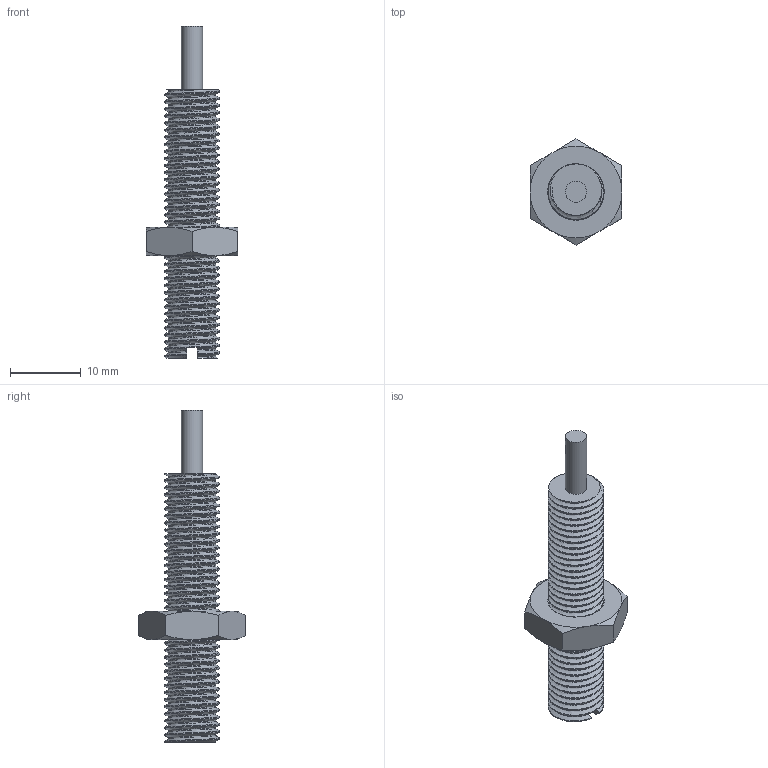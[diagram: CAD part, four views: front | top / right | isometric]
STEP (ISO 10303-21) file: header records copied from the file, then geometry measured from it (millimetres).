
FILE_DESCRIPTION(/* description */ (''),/* implementation_level */ '2;1');
FILE_NAME(/* name */ 'f1e7c432-7e0d-4a95-9828-ab3d0530b629.stp',/* time_stamp */ '2019-10-22T12:12:35+00:00',/* author */ (''),/* organization */ (''),/* preprocessor_version */ 'ST-DEVELOPER v18',/* originating_system */ 'Autodesk Translation Framework v8.6.0.1094',/* authorisation */ '');
FILE_SCHEMA (('AUTOMOTIVE_DESIGN { 1 0 10303 214 3 1 1 }'));
Length unit declared in the file: millimetre
Products named in the file (3): KB-06; 90326A105; KB-06_body
Assembly tree (2 placements, depth 2):
  KB-06
    90326A105
    KB-06_body
Bounding box: 13 x 15.01 x 47 mm (x, y, z)
Volume: 2042.5 mm3; surface area: 2144 mm2
Topology: 2 solids, 2 shells, 133 faces, 367 edges, 239 vertices
Faces by surface type: cylinder 92, cone 16, plane 15, bspline 10
Full cylindrical faces by diameter (mm): 3 x1, 6.701 x2, 6.744 x36, 7.884 x36, 8 x3
Entity records: 9447 total; most frequent: CARTESIAN_POINT 6471, ORIENTED_EDGE 734, DIRECTION 422, EDGE_CURVE 367, VERTEX_POINT 239, B_SPLINE_CURVE_WITH_KNOTS 197, AXIS2_PLACEMENT_3D 156, EDGE_LOOP 136
